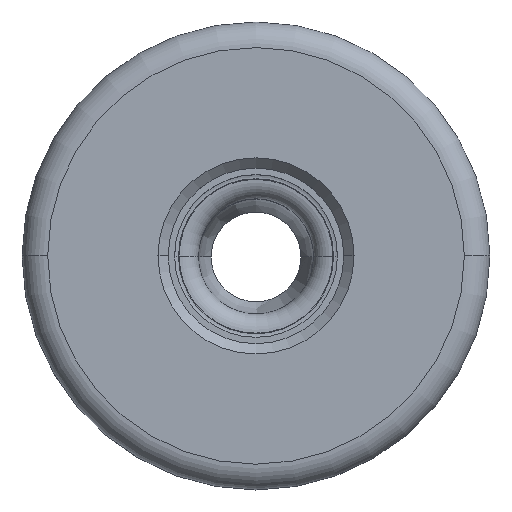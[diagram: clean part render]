
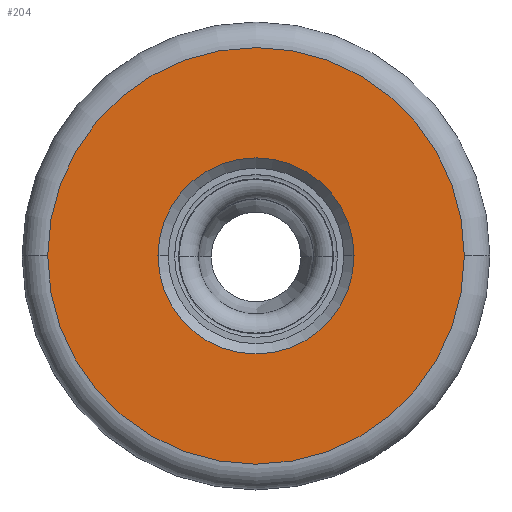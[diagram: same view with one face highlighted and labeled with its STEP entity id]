
A CAD part, top view. The second image highlights one B-rep face of the part: STEP entity #204.
In plain terms, the highlighted planar face has unit normal (0, 0, 1).
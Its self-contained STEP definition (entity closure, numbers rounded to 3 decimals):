
#28=PLANE('',#1978);
#34=FACE_BOUND('',#430,.T.);
#35=FACE_BOUND('',#431,.T.);
#204=ADVANCED_FACE('',(#34,#35),#28,.F.);
#430=EDGE_LOOP('',(#724,#725,#726,#727));
#431=EDGE_LOOP('',(#728,#729,#730,#731));
#724=ORIENTED_EDGE('',*,*,#1258,.F.);
#725=ORIENTED_EDGE('',*,*,#1257,.F.);
#726=ORIENTED_EDGE('',*,*,#1259,.F.);
#727=ORIENTED_EDGE('',*,*,#1260,.F.);
#728=ORIENTED_EDGE('',*,*,#1261,.F.);
#729=ORIENTED_EDGE('',*,*,#1262,.F.);
#730=ORIENTED_EDGE('',*,*,#1263,.F.);
#731=ORIENTED_EDGE('',*,*,#1264,.F.);
#1046=VERTEX_POINT('',#3745);
#1047=VERTEX_POINT('',#3747);
#1048=VERTEX_POINT('',#3749);
#1049=VERTEX_POINT('',#3753);
#1050=VERTEX_POINT('',#3756);
#1051=VERTEX_POINT('',#3757);
#1052=VERTEX_POINT('',#3759);
#1053=VERTEX_POINT('',#3761);
#1257=EDGE_CURVE('',#1047,#1048,#1529,.T.);
#1258=EDGE_CURVE('',#1048,#1046,#1530,.T.);
#1259=EDGE_CURVE('',#1049,#1047,#1531,.T.);
#1260=EDGE_CURVE('',#1046,#1049,#1532,.T.);
#1261=EDGE_CURVE('',#1050,#1051,#1533,.T.);
#1262=EDGE_CURVE('',#1052,#1050,#1534,.T.);
#1263=EDGE_CURVE('',#1053,#1052,#1535,.T.);
#1264=EDGE_CURVE('',#1051,#1053,#1536,.T.);
#1529=CIRCLE('',#1969,16.257);
#1530=CIRCLE('',#1970,16.257);
#1531=CIRCLE('',#1972,16.257);
#1532=CIRCLE('',#1973,16.257);
#1533=CIRCLE('',#1974,7.65);
#1534=CIRCLE('',#1975,7.65);
#1535=CIRCLE('',#1976,7.65);
#1536=CIRCLE('',#1977,7.65);
#1969=AXIS2_PLACEMENT_3D('',#3748,#2394,#2395);
#1970=AXIS2_PLACEMENT_3D('',#3750,#2396,#2397);
#1972=AXIS2_PLACEMENT_3D('',#3752,#2400,#2401);
#1973=AXIS2_PLACEMENT_3D('',#3754,#2402,#2403);
#1974=AXIS2_PLACEMENT_3D('',#3755,#2404,#2405);
#1975=AXIS2_PLACEMENT_3D('',#3758,#2406,#2407);
#1976=AXIS2_PLACEMENT_3D('',#3760,#2408,#2409);
#1977=AXIS2_PLACEMENT_3D('',#3762,#2410,#2411);
#1978=AXIS2_PLACEMENT_3D('',#3763,#2412,#2413);
#2394=DIRECTION('',(0.,0.,-1.));
#2395=DIRECTION('',(1.,0.,0.));
#2396=DIRECTION('',(0.,0.,-1.));
#2397=DIRECTION('',(1.,-0.001,0.));
#2400=DIRECTION('',(0.,0.,-1.));
#2401=DIRECTION('',(-1.,0.001,0.));
#2402=DIRECTION('',(0.,0.,-1.));
#2403=DIRECTION('',(-1.,0.,0.));
#2404=DIRECTION('',(0.,0.,1.));
#2405=DIRECTION('',(0.,-1.,0.));
#2406=DIRECTION('',(0.,0.,1.));
#2407=DIRECTION('',(-1.,0.,0.));
#2408=DIRECTION('',(0.,0.,1.));
#2409=DIRECTION('',(0.,1.,0.));
#2410=DIRECTION('',(0.,0.,1.));
#2411=DIRECTION('',(1.,0.,0.));
#2412=DIRECTION('',(0.,0.,-1.));
#2413=DIRECTION('',(-1.,0.,0.));
#3745=CARTESIAN_POINT('',(-16.257,0.,0.));
#3747=CARTESIAN_POINT('',(16.257,0.,0.));
#3748=CARTESIAN_POINT('',(0.,0.,0.));
#3749=CARTESIAN_POINT('',(16.256,-0.019,0.));
#3750=CARTESIAN_POINT('',(0.,0.,0.));
#3752=CARTESIAN_POINT('',(0.,0.,0.));
#3753=CARTESIAN_POINT('',(-16.256,0.019,0.));
#3754=CARTESIAN_POINT('',(0.,0.,0.));
#3755=CARTESIAN_POINT('',(0.,0.,0.));
#3756=CARTESIAN_POINT('',(0.,-7.65,0.));
#3757=CARTESIAN_POINT('',(7.65,0.,0.));
#3758=CARTESIAN_POINT('',(0.,0.,0.));
#3759=CARTESIAN_POINT('',(-7.65,0.,0.));
#3760=CARTESIAN_POINT('',(0.,0.,0.));
#3761=CARTESIAN_POINT('',(0.,7.65,0.));
#3762=CARTESIAN_POINT('',(0.,0.,0.));
#3763=CARTESIAN_POINT('',(0.,0.,0.));
